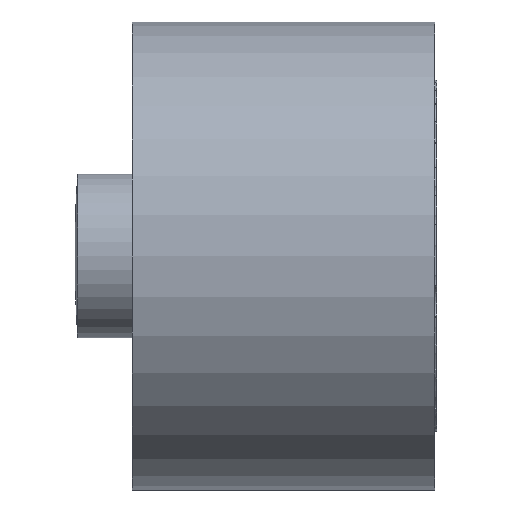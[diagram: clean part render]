
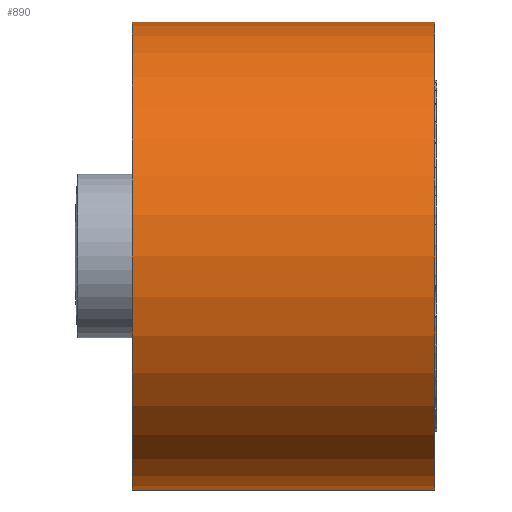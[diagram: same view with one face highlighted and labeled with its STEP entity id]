
A CAD part, left-side view. The second image highlights one B-rep face of the part: STEP entity #890.
In plain terms, the highlighted cylindrical face has radius 61.5 mm (diameter 123 mm), a full revolution.
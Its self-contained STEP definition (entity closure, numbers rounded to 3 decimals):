
#48=FACE_BOUND('',#124,.T.);
#66=B_SPLINE_CURVE_WITH_KNOTS('',3,(#1389,#1390,#1391,#1392,#1393,#1394,
#1395,#1396,#1397,#1398,#1399,#1400,#1401,#1402,#1403,#1404,#1405,#1406),
 .UNSPECIFIED.,.F.,.F.,(4,2,2,2,2,2,2,2,4),(2.716,3.056,
3.395,3.735,4.075,4.414,4.754,
5.093,5.433),.UNSPECIFIED.);
#67=B_SPLINE_CURVE_WITH_KNOTS('',3,(#1407,#1408,#1409,#1410,#1411,#1412,
#1413,#1414,#1415,#1416,#1417,#1418,#1419,#1420,#1421,#1422,#1423,#1424),
 .UNSPECIFIED.,.F.,.F.,(4,2,2,2,2,2,2,2,4),(5.433,5.772,
6.112,6.451,6.791,7.13,7.47,
7.809,8.149),.UNSPECIFIED.);
#74=FACE_OUTER_BOUND('',#123,.T.);
#123=EDGE_LOOP('',(#604,#605,#606,#607,#608,#609));
#124=EDGE_LOOP('',(#610,#611));
#190=LINE('',#1383,#242);
#242=VECTOR('',#1084,61.5);
#294=CIRCLE('',#954,61.5);
#295=CIRCLE('',#955,61.5);
#296=CIRCLE('',#956,61.5);
#297=CIRCLE('',#957,61.5);
#369=VERTEX_POINT('',#1378);
#370=VERTEX_POINT('',#1379);
#371=VERTEX_POINT('',#1382);
#372=VERTEX_POINT('',#1384);
#373=VERTEX_POINT('',#1387);
#374=VERTEX_POINT('',#1388);
#469=EDGE_CURVE('',#369,#370,#294,.T.);
#470=EDGE_CURVE('',#370,#369,#295,.T.);
#471=EDGE_CURVE('',#370,#371,#190,.T.);
#472=EDGE_CURVE('',#371,#372,#296,.T.);
#473=EDGE_CURVE('',#372,#371,#297,.T.);
#474=EDGE_CURVE('',#373,#374,#66,.T.);
#475=EDGE_CURVE('',#374,#373,#67,.T.);
#604=ORIENTED_EDGE('',*,*,#469,.F.);
#605=ORIENTED_EDGE('',*,*,#470,.F.);
#606=ORIENTED_EDGE('',*,*,#471,.T.);
#607=ORIENTED_EDGE('',*,*,#472,.T.);
#608=ORIENTED_EDGE('',*,*,#473,.T.);
#609=ORIENTED_EDGE('',*,*,#471,.F.);
#610=ORIENTED_EDGE('',*,*,#474,.F.);
#611=ORIENTED_EDGE('',*,*,#475,.F.);
#874=CYLINDRICAL_SURFACE('',#953,61.5);
#890=ADVANCED_FACE('',(#74,#48),#874,.T.);
#953=AXIS2_PLACEMENT_3D('',#1377,#1078,#1079);
#954=AXIS2_PLACEMENT_3D('',#1380,#1080,#1081);
#955=AXIS2_PLACEMENT_3D('',#1381,#1082,#1083);
#956=AXIS2_PLACEMENT_3D('',#1385,#1085,#1086);
#957=AXIS2_PLACEMENT_3D('',#1386,#1087,#1088);
#1078=DIRECTION('center_axis',(0.,-1.,0.));
#1079=DIRECTION('ref_axis',(0.,0.,-1.));
#1080=DIRECTION('center_axis',(0.,-1.,0.));
#1081=DIRECTION('ref_axis',(0.,0.,-1.));
#1082=DIRECTION('center_axis',(0.,-1.,0.));
#1083=DIRECTION('ref_axis',(0.,0.,-1.));
#1084=DIRECTION('',(0.,1.,0.));
#1085=DIRECTION('center_axis',(0.,-1.,0.));
#1086=DIRECTION('ref_axis',(0.,0.,-1.));
#1087=DIRECTION('center_axis',(0.,-1.,0.));
#1088=DIRECTION('ref_axis',(0.,0.,-1.));
#1377=CARTESIAN_POINT('Origin',(0.,0.,0.));
#1378=CARTESIAN_POINT('',(0.,0.5,-61.5));
#1379=CARTESIAN_POINT('',(0.,0.5,61.5));
#1380=CARTESIAN_POINT('Origin',(0.,0.5,0.));
#1381=CARTESIAN_POINT('Origin',(0.,0.5,0.));
#1382=CARTESIAN_POINT('',(0.,80.,61.5));
#1383=CARTESIAN_POINT('',(0.,0.,61.5));
#1384=CARTESIAN_POINT('',(0.,80.,-61.5));
#1385=CARTESIAN_POINT('Origin',(0.,80.,0.));
#1386=CARTESIAN_POINT('Origin',(0.,80.,0.));
#1387=CARTESIAN_POINT('',(60.838,40.,-9.));
#1388=CARTESIAN_POINT('',(60.838,40.,9.));
#1389=CARTESIAN_POINT('Ctrl Pts',(60.838,40.,-9.));
#1390=CARTESIAN_POINT('Ctrl Pts',(60.838,41.132,-9.));
#1391=CARTESIAN_POINT('Ctrl Pts',(60.873,42.338,-8.773));
#1392=CARTESIAN_POINT('Ctrl Pts',(60.998,44.555,-7.854));
#1393=CARTESIAN_POINT('Ctrl Pts',(61.087,45.566,-7.162));
#1394=CARTESIAN_POINT('Ctrl Pts',(61.253,47.162,-5.566));
#1395=CARTESIAN_POINT('Ctrl Pts',(61.341,47.854,-4.555));
#1396=CARTESIAN_POINT('Ctrl Pts',(61.466,48.773,-2.338));
#1397=CARTESIAN_POINT('Ctrl Pts',(61.5,49.,-1.132));
#1398=CARTESIAN_POINT('Ctrl Pts',(61.5,49.,1.132));
#1399=CARTESIAN_POINT('Ctrl Pts',(61.466,48.773,2.338));
#1400=CARTESIAN_POINT('Ctrl Pts',(61.341,47.854,4.555));
#1401=CARTESIAN_POINT('Ctrl Pts',(61.253,47.162,5.566));
#1402=CARTESIAN_POINT('Ctrl Pts',(61.087,45.566,7.162));
#1403=CARTESIAN_POINT('Ctrl Pts',(60.998,44.555,7.854));
#1404=CARTESIAN_POINT('Ctrl Pts',(60.873,42.338,8.773));
#1405=CARTESIAN_POINT('Ctrl Pts',(60.838,41.132,9.));
#1406=CARTESIAN_POINT('Ctrl Pts',(60.838,40.,9.));
#1407=CARTESIAN_POINT('Ctrl Pts',(60.838,40.,9.));
#1408=CARTESIAN_POINT('Ctrl Pts',(60.838,38.868,9.));
#1409=CARTESIAN_POINT('Ctrl Pts',(60.873,37.662,8.773));
#1410=CARTESIAN_POINT('Ctrl Pts',(60.998,35.445,7.854));
#1411=CARTESIAN_POINT('Ctrl Pts',(61.087,34.434,7.162));
#1412=CARTESIAN_POINT('Ctrl Pts',(61.253,32.838,5.566));
#1413=CARTESIAN_POINT('Ctrl Pts',(61.341,32.146,4.555));
#1414=CARTESIAN_POINT('Ctrl Pts',(61.466,31.227,2.338));
#1415=CARTESIAN_POINT('Ctrl Pts',(61.5,31.,1.132));
#1416=CARTESIAN_POINT('Ctrl Pts',(61.5,31.,-1.132));
#1417=CARTESIAN_POINT('Ctrl Pts',(61.466,31.227,-2.338));
#1418=CARTESIAN_POINT('Ctrl Pts',(61.341,32.146,-4.555));
#1419=CARTESIAN_POINT('Ctrl Pts',(61.253,32.838,-5.566));
#1420=CARTESIAN_POINT('Ctrl Pts',(61.087,34.434,-7.162));
#1421=CARTESIAN_POINT('Ctrl Pts',(60.998,35.445,-7.854));
#1422=CARTESIAN_POINT('Ctrl Pts',(60.873,37.662,-8.773));
#1423=CARTESIAN_POINT('Ctrl Pts',(60.838,38.868,-9.));
#1424=CARTESIAN_POINT('Ctrl Pts',(60.838,40.,-9.));
